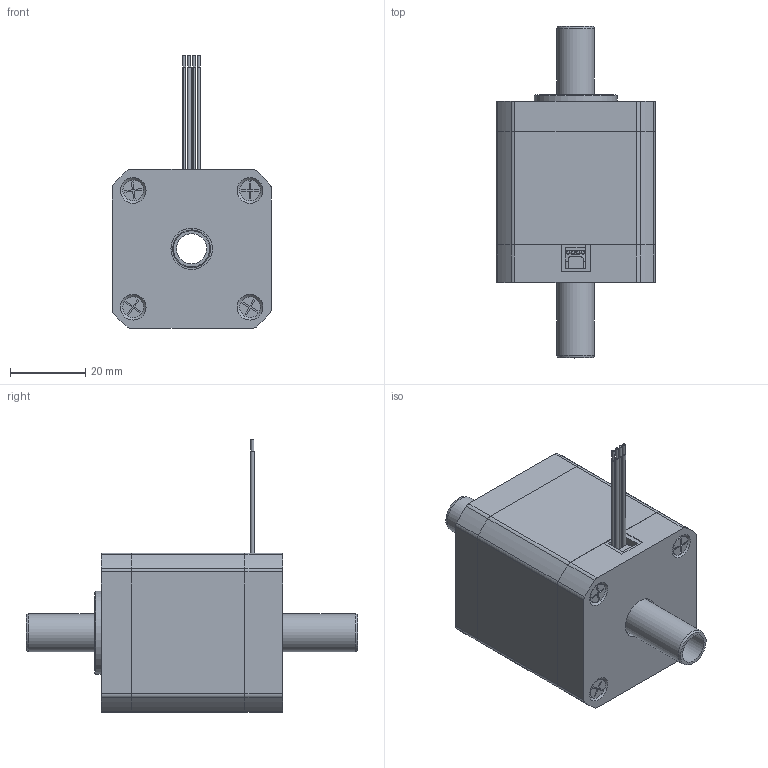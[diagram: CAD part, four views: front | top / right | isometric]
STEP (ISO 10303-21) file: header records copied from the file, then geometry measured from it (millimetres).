
FILE_DESCRIPTION(/* description */ (''),/* implementation_level */ '2;1');
FILE_NAME(/* name */ '17HS2048-4D-250.stp',/* time_stamp */ '2020-03-25T16:05:09+08:00',/* author */ ('Administrator'),/* organization */ (''),/* preprocessor_version */ 'ST-DEVELOPER v16.1',/* originating_system */ 'Autodesk Inventor 2016',/* authorisation */ '');
FILE_SCHEMA (('AUTOMOTIVE_DESIGN { 1 0 10303 214 3 1 1 }'));
Length unit declared in the file: millimetre
Products named in the file (22): 02-022（双叠厚定子铁芯）; 15-001-033(17H2049漆包线）; 12-018-3（17H2049骨架）; 09-007-1（红）; 09-007-2（红白）; 09-007-3（绿）; 09-007-4（绿白）; 02-023-2(1.2A,双叠厚定子组件）; 07-004双叠厚磁钢;  ）; 10-009磁钢; 04-416-1; 17H2049转子总成; 01-008前盖; 01-009后盖; 07-010轴承; 06-008预紧; 12-007护线套; 10-003（调整垫）; 11-008（M3X43平头）; 42双厚铭牌; 17H2048-4D-250-001
Assembly tree (30 placements, depth 3):
  17H2048-4D-250-001
    02-023-2(1.2A,双叠厚定子组件）
      02-022（双叠厚定子铁芯）
      15-001-033(17H2049漆包线）
      12-018-3（17H2049骨架）  x2
      09-007-1（红）
      09-007-2（红白）
      09-007-3（绿）
      09-007-4（绿白）
    17H2049转子总成
      07-004双叠厚磁钢  x2
   ）  x4
      10-009磁钢
      04-416-1
    01-008前盖
    01-009后盖
    07-010轴承  x2
    06-008预紧
    12-007护线套
    10-003（调整垫）
    11-008（M3X43平头）  x4
    42双厚铭牌
Bounding box: 42.4 x 88.1 x 72.35 mm (x, y, z)
Volume: 61098.3 mm3; surface area: 73224 mm2
Topology: 52 solids, 52 shells, 2151 faces, 6027 edges, 3969 vertices
Faces by surface type: plane 1143, cylinder 952, cone 32, torus 16, bspline 8
Full cylindrical faces by diameter (mm): 0.8 x4, 1 x18, 2 x22, 2.5 x2, 2.9 x4, 3 x8, 3.3 x4, 5.5 x4, 8 x1, 10 x4, 10.5 x1, 11 x1, 11.5 x5, 11.9 x2, 12 x6, 14 x1, 16 x1, 17 x2, 17.1 x2, 18 x1, 19 x6, 22 x2, 24 x2, 25.91 x2, 26.3 x2, 27 x2, 32 x1
Entity records: 36174 total; most frequent: CARTESIAN_POINT 8511, DIRECTION 5924, ORIENTED_EDGE 5398, EDGE_CURVE 2699, AXIS2_PLACEMENT_3D 2141, VERTEX_POINT 1826, LINE 1642, VECTOR 1642
